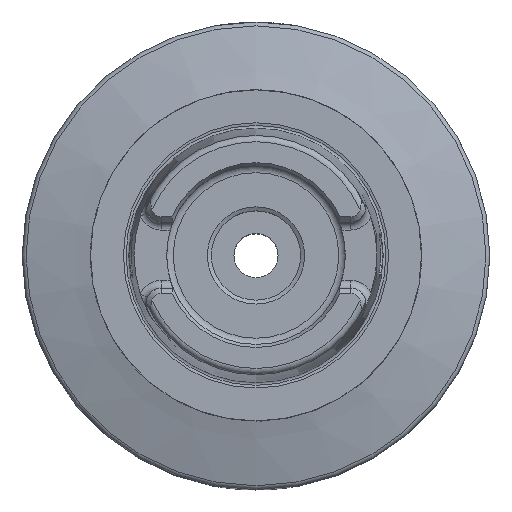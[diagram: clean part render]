
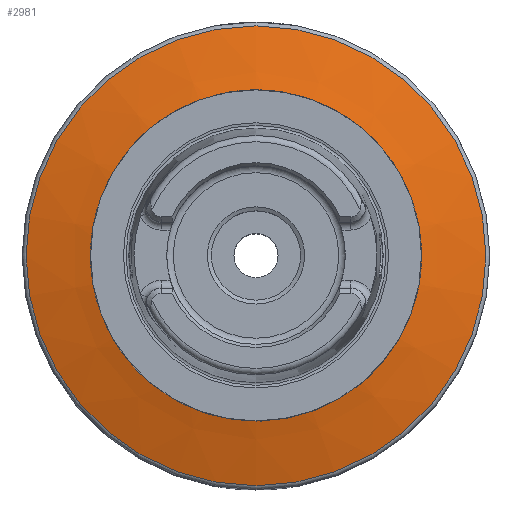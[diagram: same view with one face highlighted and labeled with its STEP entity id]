
A CAD part, top view. The second image highlights one B-rep face of the part: STEP entity #2981.
In plain terms, the highlighted conical face has half-angle 75 degrees and reference radius 35 mm.
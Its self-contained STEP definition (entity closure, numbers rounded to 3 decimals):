
#311=FACE_OUTER_BOUND('',#486,.T.);
#486=EDGE_LOOP('',(#2096,#2097,#2098,#2099,#2100,#2101));
#662=LINE('',#4672,#821);
#821=VECTOR('',#3774,35.);
#997=CIRCLE('',#3241,26.241);
#998=CIRCLE('',#3242,26.241);
#999=CIRCLE('',#3244,43.759);
#1000=CIRCLE('',#3245,43.759);
#1196=VERTEX_POINT('',#4663);
#1197=VERTEX_POINT('',#4665);
#1198=VERTEX_POINT('',#4669);
#1199=VERTEX_POINT('',#4670);
#1527=EDGE_CURVE('',#1197,#1196,#997,.T.);
#1528=EDGE_CURVE('',#1196,#1197,#998,.T.);
#1529=EDGE_CURVE('',#1198,#1199,#999,.T.);
#1530=EDGE_CURVE('',#1198,#1197,#662,.T.);
#1531=EDGE_CURVE('',#1199,#1198,#1000,.T.);
#2096=ORIENTED_EDGE('',*,*,#1529,.F.);
#2097=ORIENTED_EDGE('',*,*,#1530,.T.);
#2098=ORIENTED_EDGE('',*,*,#1527,.T.);
#2099=ORIENTED_EDGE('',*,*,#1528,.T.);
#2100=ORIENTED_EDGE('',*,*,#1530,.F.);
#2101=ORIENTED_EDGE('',*,*,#1531,.F.);
#2741=CONICAL_SURFACE('',#3243,35.,1.309);
#2981=ADVANCED_FACE('',(#311),#2741,.T.);
#3241=AXIS2_PLACEMENT_3D('',#4666,#3766,#3767);
#3242=AXIS2_PLACEMENT_3D('',#4667,#3768,#3769);
#3243=AXIS2_PLACEMENT_3D('',#4668,#3770,#3771);
#3244=AXIS2_PLACEMENT_3D('',#4671,#3772,#3773);
#3245=AXIS2_PLACEMENT_3D('',#4673,#3775,#3776);
#3766=DIRECTION('center_axis',(0.,0.,
-1.));
#3767=DIRECTION('ref_axis',(0.,1.,0.));
#3768=DIRECTION('center_axis',(0.,0.,
-1.));
#3769=DIRECTION('ref_axis',(0.,1.,0.));
#3770=DIRECTION('center_axis',(0.,0.,
-1.));
#3771=DIRECTION('ref_axis',(0.,1.,0.));
#3772=DIRECTION('center_axis',(0.,0.,
-1.));
#3773=DIRECTION('ref_axis',(0.,1.,0.));
#3774=DIRECTION('',(0.,0.966,0.259));
#3775=DIRECTION('center_axis',(0.,0.,
-1.));
#3776=DIRECTION('ref_axis',(0.,1.,0.));
#4663=CARTESIAN_POINT('',(26.241,0.,-42.199));
#4665=CARTESIAN_POINT('',(0.,-26.241,-42.199));
#4666=CARTESIAN_POINT('Origin',(0.,0.,
-42.199));
#4667=CARTESIAN_POINT('Origin',(0.,0.,
-42.199));
#4668=CARTESIAN_POINT('Origin',(0.,0.,
-44.546));
#4669=CARTESIAN_POINT('',(0.,-43.759,-46.892));
#4670=CARTESIAN_POINT('',(43.759,0.,-46.892));
#4671=CARTESIAN_POINT('Origin',(0.,0.,
-46.892));
#4672=CARTESIAN_POINT('',(0.,-35.,-44.546));
#4673=CARTESIAN_POINT('Origin',(0.,0.,
-46.892));
